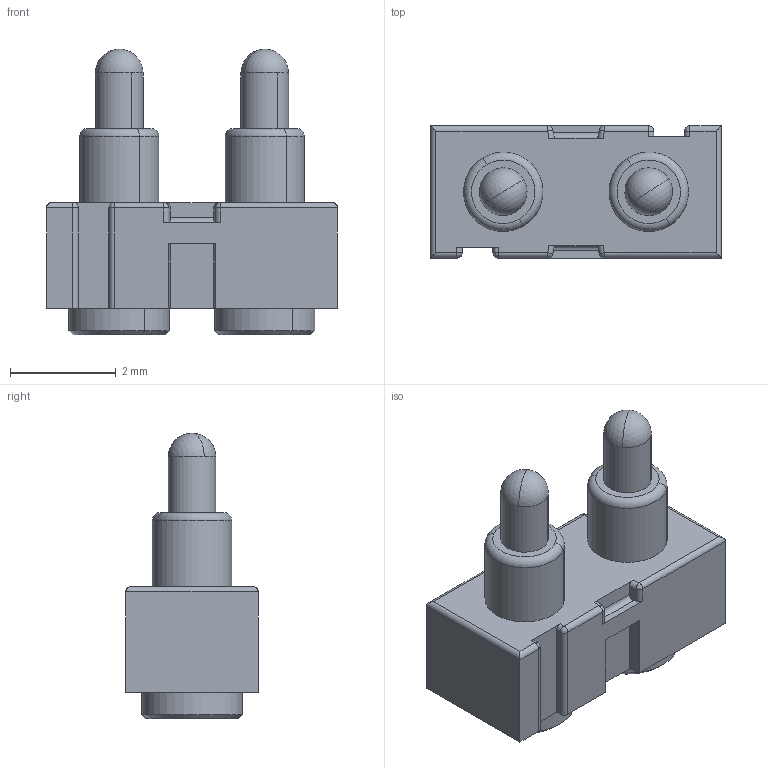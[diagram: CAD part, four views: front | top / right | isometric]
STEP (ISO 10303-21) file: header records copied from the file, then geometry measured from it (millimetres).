
FILE_DESCRIPTION (( 'STEP AP214' ), '1' );
FILE_NAME ('UEBK-12906_UEBK-13278.STEP', '2020-08-05T11:19:05', ( '' ), ( '' ), 'SwSTEP 2.0', 'SolidWorks 2020', '' );
FILE_SCHEMA (( 'AUTOMOTIVE_DESIGN' ));
Length unit declared in the file: millimetre
Products named in the file (3): UEBK-12906_UEBK-13278; UEBK-13278-Gehäuse; UEBK-12778_UEBK-13278
Assembly tree (3 placements, depth 2):
  UEBK-12906_UEBK-13278
    UEBK-13278-Gehäuse
    UEBK-12778_UEBK-13278  x2
Bounding box: 5.5 x 2.5 x 5.4 mm (x, y, z)
Volume: 35.8 mm3; surface area: 127.9 mm2
Topology: 3 solids, 3 shells, 98 faces, 238 edges, 142 vertices
Faces by surface type: cylinder 42, plane 36, bspline 8, torus 4, cone 4, sphere 4
Entity records: 3354 total; most frequent: CARTESIAN_POINT 568, DIRECTION 416, ORIENTED_EDGE 400, EDGE_CURVE 200, AXIS2_PLACEMENT_3D 147, VERTEX_POINT 123, LINE 122, VECTOR 122
